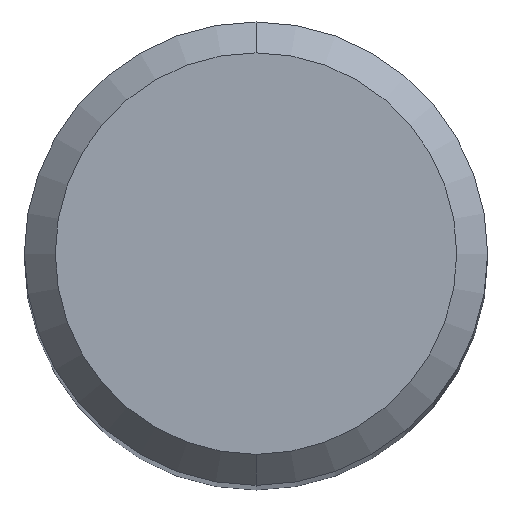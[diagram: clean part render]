
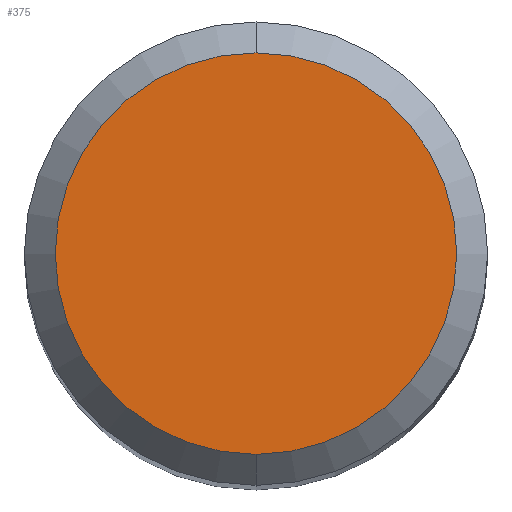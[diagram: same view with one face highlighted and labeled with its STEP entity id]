
A CAD part, top view. The second image highlights one B-rep face of the part: STEP entity #375.
In plain terms, the highlighted planar face has unit normal (0, 0, 1).
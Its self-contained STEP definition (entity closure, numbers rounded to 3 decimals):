
#179=VERTEX_POINT('',#472);
#185=EDGE_CURVE('',#305,#179,#479,.T.);
#263=EDGE_CURVE('',#179,#305,#568,.T.);
#305=VERTEX_POINT('',#613);
#375=ADVANCED_FACE('',(#690),#691,.T.);
#472=CARTESIAN_POINT('',(0.0,2.6,0.0));
#479=CIRCLE('',#792,2.6);
#568=CIRCLE('',#997,2.6);
#613=CARTESIAN_POINT('',(0.,-2.6,0.0));
#690=FACE_OUTER_BOUND('',#1258,.T.);
#691=PLANE('',#1259);
#792=AXIS2_PLACEMENT_3D('',#1406,#1407,#1408);
#997=AXIS2_PLACEMENT_3D('',#1524,#1525,#1526);
#1258=EDGE_LOOP('',(#1655,#1656));
#1259=AXIS2_PLACEMENT_3D('',#1657,#1658,#1659);
#1406=CARTESIAN_POINT('',(0.0,0.0,0.0));
#1407=DIRECTION('',(0.0,0.0,-1.0));
#1408=DIRECTION('',(0.0,1.0,0.0));
#1524=CARTESIAN_POINT('',(0.0,0.0,0.0));
#1525=DIRECTION('',(0.0,0.0,-1.0));
#1526=DIRECTION('',(0.0,1.0,0.0));
#1655=ORIENTED_EDGE('',*,*,#263,.F.);
#1656=ORIENTED_EDGE('',*,*,#185,.F.);
#1657=CARTESIAN_POINT('',(0.0,1.3,0.0));
#1658=DIRECTION('',(-0.0,0.0,1.0));
#1659=DIRECTION('',(0.0,-1.0,0.0));
